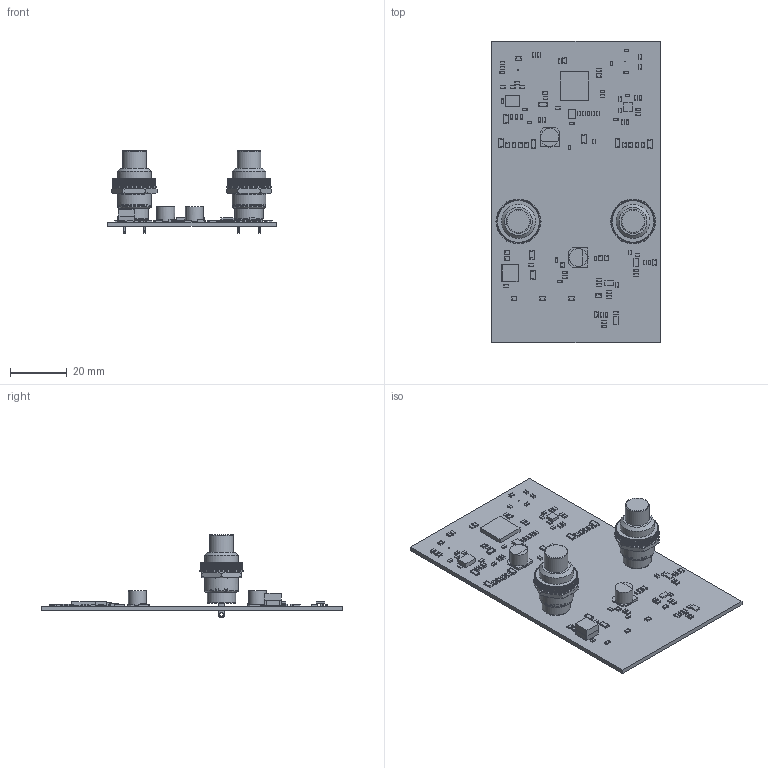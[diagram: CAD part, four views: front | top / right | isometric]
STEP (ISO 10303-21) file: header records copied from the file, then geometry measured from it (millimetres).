
FILE_DESCRIPTION(('Open CASCADE Model'),'2;1');
FILE_NAME('Open CASCADE Shape Model','2019-04-29T21:41:09',('Author'),( 'Open CASCADE'),'Open CASCADE STEP processor 6.8','Open CASCADE 6.8' ,'Unknown');
FILE_SCHEMA(('AUTOMOTIVE_DESIGN { 1 0 10303 214 1 1 1 1 }'));
Length unit declared in the file: millimetre
Products named in the file (188): PCB; Board; R9Y; RES-0805; U11; 703590192; Extruded; U10; U8; 703589936; U6; 703589680; U5; 703589808; U1; 703590064; R47; 687584448; Mid_Body; Terminal; Open_CASCADE_STEP_translator_6.8_2.2.1; Mark; R46; R45; R44; R43; R41; 687584808; R40; R38; R37; R36; R35; R33; R28; RES-1206; R27; R26; 687584688; R25 ...
Assembly tree (291 placements, depth 5):
  PCB
    Board
    R9Y
      RES-0805
    U11
      703590192
        Extruded
    U10
      703590192
        Extruded
    U8
      703589936
        Extruded
    U6
      703589680
        Extruded
    U5
      703589808
        Extruded
    U1
      703590064
        Extruded
    R47
      687584448
        Mid_Body
        Terminal  x2
          Open_CASCADE_STEP_translator_6.8_2.2.1
        Mark
    R46
      RES-0805
    R45
      RES-0805
    R44
      RES-0805
    R43
      RES-0805
    R41
      687584808
        Mid_Body
        Terminal  x2
          Open_CASCADE_STEP_translator_6.8_2.2.1
        Mark
    R40
      687584448
        Mid_Body
        Terminal  x2
          Open_CASCADE_STEP_translator_6.8_2.2.1
        Mark
    R38
      RES-0805
    R37
      RES-0805
    R36
      RES-0805
    R35
      RES-0805
    R33
      687584808
        Mid_Body
        Terminal  x2
Bounding box: 59.5 x 106.5 x 29.31 mm (x, y, z)
Volume: 15156.1 mm3; surface area: 21149.6 mm2
Topology: 345 solids, 347 shells, 6168 faces, 15532 edges, 10070 vertices
Faces by surface type: plane 4982, cylinder 1138, cone 34, torus 14
Full cylindrical faces by diameter (mm): 1.194 x4, 5.513 x2, 6.3 x6, 8.128 x2, 8.407 x4, 9.957 x2, 10.008 x2, 10.106 x4, 11.481 x4, 12 x2, 15.799 x2
Entity records: 32804 total; most frequent: CARTESIAN_POINT 5697, DIRECTION 5076, ORIENTED_EDGE 4780, EDGE_CURVE 2393, LINE 1968, VECTOR 1968, VERTEX_POINT 1556, AXIS2_PLACEMENT_3D 1554
